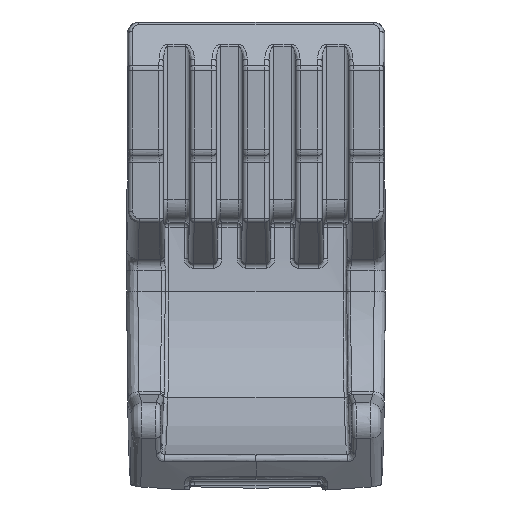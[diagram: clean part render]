
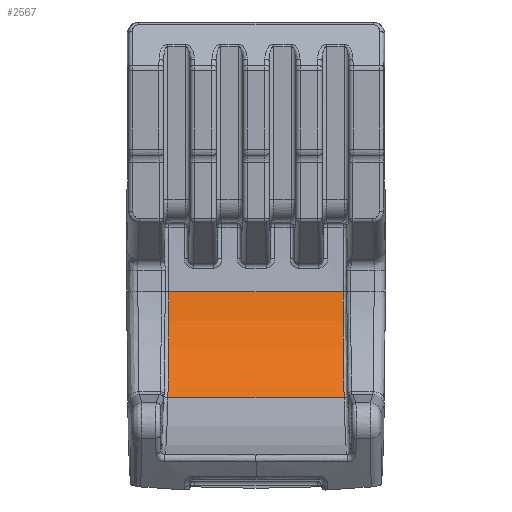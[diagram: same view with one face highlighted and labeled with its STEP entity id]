
A CAD part, top view. The second image highlights one B-rep face of the part: STEP entity #2567.
In plain terms, the highlighted cylindrical face has radius 8.2 mm (diameter 16.4 mm), a partial arc.
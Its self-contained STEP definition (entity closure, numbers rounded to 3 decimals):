
#947 = CARTESIAN_POINT ( 'NONE',  ( -26.509, -80.959, -5.022 ) ) ;
#1030 = DIRECTION ( 'NONE',  ( 1., 0., 0. ) ) ;
#1087 = EDGE_CURVE ( 'NONE', #2548, #8319, #7567, .T. ) ;
#1347 = ORIENTED_EDGE ( 'NONE', *, *, #3841, .F. ) ;
#1437 = CARTESIAN_POINT ( 'NONE',  ( -4., -77.984, -7.357 ) ) ;
#1571 = VECTOR ( 'NONE', #4532, 1000. ) ;
#1679 = CARTESIAN_POINT ( 'NONE',  ( 4., -77.984, -7.357 ) ) ;
#1717 = EDGE_CURVE ( 'NONE', #8319, #2477, #2909, .T. ) ;
#2350 =( BOUNDED_CURVE ( )  B_SPLINE_CURVE ( 3, ( #6201, #1679, #2661, #9806 ),
 .UNSPECIFIED., .F., .F. ) 
 B_SPLINE_CURVE_WITH_KNOTS ( ( 4, 4 ),
 ( 0.149, 0.837 ),
 .UNSPECIFIED. ) 
 CURVE ( )  GEOMETRIC_REPRESENTATION_ITEM ( )  RATIONAL_B_SPLINE_CURVE ( ( 1., 0.961, 0.961, 1. ) ) 
 REPRESENTATION_ITEM ( '' )  );
#2428 = EDGE_CURVE ( 'NONE', #5430, #7436, #7949, .T. ) ;
#2463 = CARTESIAN_POINT ( 'NONE',  ( -4.04, -80.959, -5.022 ) ) ;
#2477 = VERTEX_POINT ( 'NONE', #5554 ) ;
#2548 = VERTEX_POINT ( 'NONE', #4775 ) ;
#2567 = ADVANCED_FACE ( 'NONE', ( #8375 ), #5957, .F. ) ;
#2661 = CARTESIAN_POINT ( 'NONE',  ( 4.015, -79.674, -6.448 ) ) ;
#2909 = LINE ( 'NONE', #8196, #3453 ) ;
#3453 = VECTOR ( 'NONE', #1030, 1000. ) ;
#3474 = VERTEX_POINT ( 'NONE', #7600 ) ;
#3841 = EDGE_CURVE ( 'NONE', #2548, #3474, #6374, .T. ) ;
#4261 = ORIENTED_EDGE ( 'NONE', *, *, #1087, .T. ) ;
#4501 = ORIENTED_EDGE ( 'NONE', *, *, #2428, .F. ) ;
#4532 = DIRECTION ( 'NONE',  ( 1., 0., 0. ) ) ;
#4775 = CARTESIAN_POINT ( 'NONE',  ( -3.995, -76.086, -7.642 ) ) ;
#4821 = ORIENTED_EDGE ( 'NONE', *, *, #1717, .T. ) ;
#5430 = VERTEX_POINT ( 'NONE', #10361 ) ;
#5554 = CARTESIAN_POINT ( 'NONE',  ( -4.039, -80.959, -5.022 ) ) ;
#5617 = EDGE_CURVE ( 'NONE', #2477, #7436, #5914, .T. ) ;
#5726 = ORIENTED_EDGE ( 'NONE', *, *, #10954, .F. ) ;
#5914 = LINE ( 'NONE', #947, #1571 ) ;
#5957 = CYLINDRICAL_SURFACE ( 'NONE', #6585, 8.2 ) ;
#6201 = CARTESIAN_POINT ( 'NONE',  ( 3.995, -76.086, -7.642 ) ) ;
#6266 = CARTESIAN_POINT ( 'NONE',  ( -26.509, -76.086, -7.642 ) ) ;
#6298 = EDGE_LOOP ( 'NONE', ( #1347, #4261, #4821, #7419, #4501, #5726 ) ) ;
#6374 = LINE ( 'NONE', #6266, #7083 ) ;
#6585 = AXIS2_PLACEMENT_3D ( 'NONE', #9333, #10251, #7529 ) ;
#6898 = CARTESIAN_POINT ( 'NONE',  ( -4.015, -79.674, -6.448 ) ) ;
#7083 = VECTOR ( 'NONE', #10754, 1000. ) ;
#7330 = DIRECTION ( 'NONE',  ( -1., 0., 0. ) ) ;
#7419 = ORIENTED_EDGE ( 'NONE', *, *, #5617, .T. ) ;
#7436 = VERTEX_POINT ( 'NONE', #10872 ) ;
#7448 = CARTESIAN_POINT ( 'NONE',  ( 26.509, -80.959, -5.022 ) ) ;
#7529 = DIRECTION ( 'NONE',  ( 0., 0., -1. ) ) ;
#7567 =( BOUNDED_CURVE ( )  B_SPLINE_CURVE ( 3, ( #11409, #1437, #6898, #8640 ),
 .UNSPECIFIED., .F., .F. ) 
 B_SPLINE_CURVE_WITH_KNOTS ( ( 4, 4 ),
 ( 0.149, 0.837 ),
 .UNSPECIFIED. ) 
 CURVE ( )  GEOMETRIC_REPRESENTATION_ITEM ( )  RATIONAL_B_SPLINE_CURVE ( ( 1., 0.961, 0.961, 1. ) ) 
 REPRESENTATION_ITEM ( '' )  );
#7600 = CARTESIAN_POINT ( 'NONE',  ( 3.995, -76.086, -7.642 ) ) ;
#7949 = LINE ( 'NONE', #7448, #11664 ) ;
#8196 = CARTESIAN_POINT ( 'NONE',  ( -26.509, -80.959, -5.022 ) ) ;
#8319 = VERTEX_POINT ( 'NONE', #2463 ) ;
#8375 = FACE_OUTER_BOUND ( 'NONE', #6298, .T. ) ;
#8640 = CARTESIAN_POINT ( 'NONE',  ( -4.04, -80.959, -5.022 ) ) ;
#9333 = CARTESIAN_POINT ( 'NONE',  ( -26.509, -74.867, 0.467 ) ) ;
#9806 = CARTESIAN_POINT ( 'NONE',  ( 4.04, -80.959, -5.022 ) ) ;
#10251 = DIRECTION ( 'NONE',  ( 1., 0., 0. ) ) ;
#10361 = CARTESIAN_POINT ( 'NONE',  ( 4.04, -80.959, -5.022 ) ) ;
#10754 = DIRECTION ( 'NONE',  ( 1., 0., 0. ) ) ;
#10872 = CARTESIAN_POINT ( 'NONE',  ( 4.039, -80.959, -5.022 ) ) ;
#10954 = EDGE_CURVE ( 'NONE', #3474, #5430, #2350, .T. ) ;
#11409 = CARTESIAN_POINT ( 'NONE',  ( -3.995, -76.086, -7.642 ) ) ;
#11664 = VECTOR ( 'NONE', #7330, 1000. ) ;
